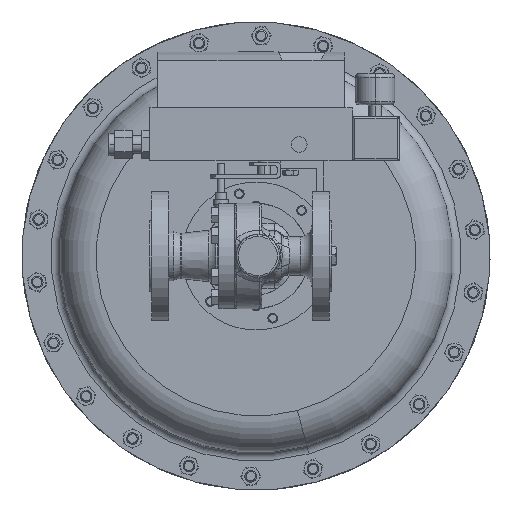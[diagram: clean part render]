
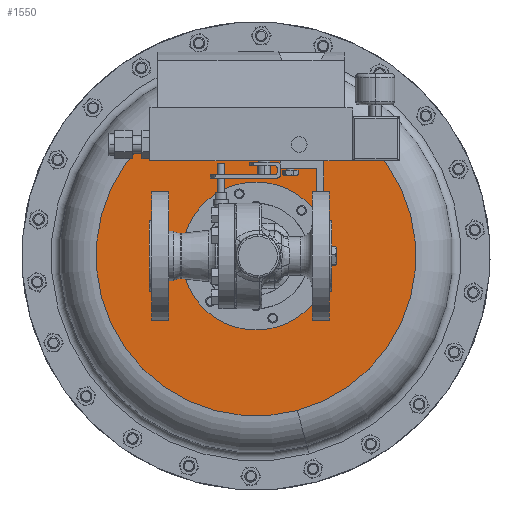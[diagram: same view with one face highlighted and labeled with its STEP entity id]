
A CAD part, front view. The second image highlights one B-rep face of the part: STEP entity #1550.
In plain terms, the highlighted planar face has unit normal (0, -1, 0).
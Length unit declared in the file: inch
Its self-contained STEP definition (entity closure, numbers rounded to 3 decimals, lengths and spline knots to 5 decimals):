
#452 = EDGE_LOOP ( 'NONE', ( #21168, #16440 ) ) ;
#697 = DIRECTION ( 'NONE',  ( 0., 1., 0. ) ) ;
#1550 = ADVANCED_FACE ( 'NONE', ( #23534, #14650 ), #11977, .T. ) ;
#3320 = AXIS2_PLACEMENT_3D ( 'NONE', #32717, #12679, #35992 ) ;
#7868 = CARTESIAN_POINT ( 'NONE',  ( 0.19606, 10.69479, 5.44236 ) ) ;
#11659 = VERTEX_POINT ( 'NONE', #7868 ) ;
#11977 = PLANE ( 'NONE',  #33427 ) ;
#12679 = DIRECTION ( 'NONE',  ( 0., 1., 0. ) ) ;
#13862 = CARTESIAN_POINT ( 'NONE',  ( 3.55481, 10.69479, 2.0836 ) ) ;
#14650 = FACE_BOUND ( 'NONE', #37720, .T. ) ;
#15170 = VERTEX_POINT ( 'NONE', #18383 ) ;
#15337 = DIRECTION ( 'NONE',  ( 0., -1., 0. ) ) ;
#16258 = VERTEX_POINT ( 'NONE', #13862 ) ;
#16440 = ORIENTED_EDGE ( 'NONE', *, *, #20891, .F. ) ;
#17449 = CARTESIAN_POINT ( 'NONE',  ( 1.87544, 10.69479, 3.76298 ) ) ;
#18383 = CARTESIAN_POINT ( 'NONE',  ( 3.20188, 10.69479, -1.18739 ) ) ;
#19971 = DIRECTION ( 'NONE',  ( 0., 1., 0. ) ) ;
#20700 = CARTESIAN_POINT ( 'NONE',  ( 1.87544, 10.69479, 3.76298 ) ) ;
#20811 = DIRECTION ( 'NONE',  ( -0.259, 0., 0.966 ) ) ;
#20891 = EDGE_CURVE ( 'NONE', #15170, #21214, #21294, .T. ) ;
#20898 = AXIS2_PLACEMENT_3D ( 'NONE', #39896, #19971, #43230 ) ;
#21168 = ORIENTED_EDGE ( 'NONE', *, *, #43184, .F. ) ;
#21214 = VERTEX_POINT ( 'NONE', #31909 ) ;
#21294 = CIRCLE ( 'NONE', #20898, 5.125 ) ;
#23402 = CIRCLE ( 'NONE', #28626, 5.125 ) ;
#23534 = FACE_OUTER_BOUND ( 'NONE', #452, .T. ) ;
#24020 = DIRECTION ( 'NONE',  ( 0.707, 0., -0.707 ) ) ;
#24291 = EDGE_CURVE ( 'NONE', #11659, #16258, #37735, .T. ) ;
#28590 = CARTESIAN_POINT ( 'NONE',  ( 6.82581, 10.69479, 5.08943 ) ) ;
#28626 = AXIS2_PLACEMENT_3D ( 'NONE', #17449, #40706, #20811 ) ;
#29634 = EDGE_CURVE ( 'NONE', #16258, #11659, #40174, .T. ) ;
#30837 = ORIENTED_EDGE ( 'NONE', *, *, #24291, .T. ) ;
#31909 = CARTESIAN_POINT ( 'NONE',  ( 0.54899, 10.69479, 8.71335 ) ) ;
#32717 = CARTESIAN_POINT ( 'NONE',  ( 1.87544, 10.69479, 3.76298 ) ) ;
#33392 = AXIS2_PLACEMENT_3D ( 'NONE', #20700, #697, #24020 ) ;
#33427 = AXIS2_PLACEMENT_3D ( 'NONE', #28590, #15337, #38637 ) ;
#35992 = DIRECTION ( 'NONE',  ( 0.707, 0., -0.707 ) ) ;
#37720 = EDGE_LOOP ( 'NONE', ( #30837, #38463 ) ) ;
#37735 = CIRCLE ( 'NONE', #33392, 2.375 ) ;
#38463 = ORIENTED_EDGE ( 'NONE', *, *, #29634, .T. ) ;
#38637 = DIRECTION ( 'NONE',  ( 0.259, 0., -0.966 ) ) ;
#39896 = CARTESIAN_POINT ( 'NONE',  ( 1.87544, 10.69479, 3.76298 ) ) ;
#40174 = CIRCLE ( 'NONE', #3320, 2.375 ) ;
#40706 = DIRECTION ( 'NONE',  ( 0., 1., 0. ) ) ;
#43184 = EDGE_CURVE ( 'NONE', #21214, #15170, #23402, .T. ) ;
#43230 = DIRECTION ( 'NONE',  ( -0.259, 0., 0.966 ) ) ;
